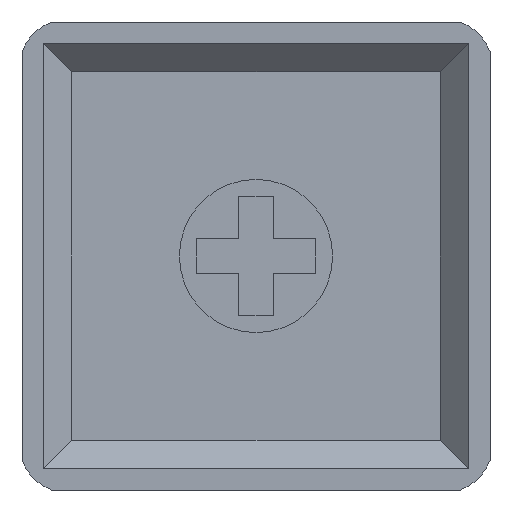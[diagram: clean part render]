
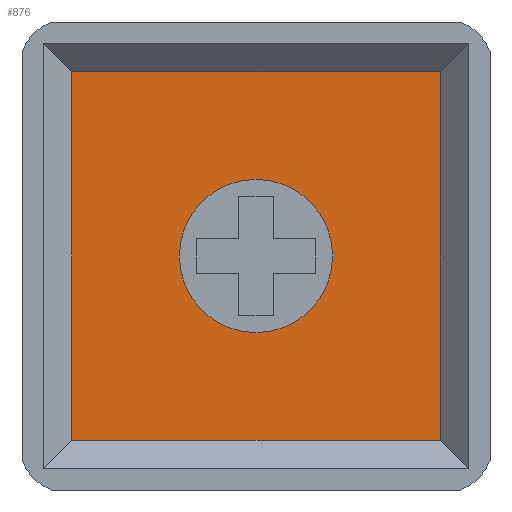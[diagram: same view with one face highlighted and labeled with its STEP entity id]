
A CAD part, front view. The second image highlights one B-rep face of the part: STEP entity #876.
In plain terms, the highlighted planar face has unit normal (0, -1, 0).
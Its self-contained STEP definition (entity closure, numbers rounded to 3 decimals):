
#24=PLANE('',#934);
#68=CIRCLE('',#935,2.7);
#100=LINE('',#1943,#173);
#101=LINE('',#1946,#174);
#103=LINE('',#1950,#176);
#104=LINE('',#1951,#177);
#173=VECTOR('',#1058,10.);
#174=VECTOR('',#1061,10.);
#176=VECTOR('',#1065,10.);
#177=VECTOR('',#1066,10.);
#235=FACE_BOUND('',#325,.T.);
#269=FACE_OUTER_BOUND('',#324,.T.);
#324=EDGE_LOOP('',(#743,#744,#745,#746));
#325=EDGE_LOOP('',(#747));
#430=VERTEX_POINT('',#1939);
#431=VERTEX_POINT('',#1941);
#432=VERTEX_POINT('',#1945);
#433=VERTEX_POINT('',#1949);
#434=VERTEX_POINT('',#1952);
#542=EDGE_CURVE('',#431,#430,#100,.T.);
#543=EDGE_CURVE('',#430,#432,#101,.T.);
#545=EDGE_CURVE('',#433,#431,#103,.T.);
#546=EDGE_CURVE('',#432,#433,#104,.T.);
#547=EDGE_CURVE('',#434,#434,#68,.T.);
#743=ORIENTED_EDGE('',*,*,#542,.F.);
#744=ORIENTED_EDGE('',*,*,#545,.F.);
#745=ORIENTED_EDGE('',*,*,#546,.F.);
#746=ORIENTED_EDGE('',*,*,#543,.F.);
#747=ORIENTED_EDGE('',*,*,#547,.F.);
#876=ADVANCED_FACE('',(#269,#235),#24,.F.);
#934=AXIS2_PLACEMENT_3D('',#1948,#1063,#1064);
#935=AXIS2_PLACEMENT_3D('',#1953,#1067,#1068);
#1058=DIRECTION('',(1.,0.,0.));
#1061=DIRECTION('',(0.,0.,-1.));
#1063=DIRECTION('center_axis',(0.,1.,0.));
#1064=DIRECTION('ref_axis',(-1.,0.,0.));
#1065=DIRECTION('',(0.,0.,1.));
#1066=DIRECTION('',(-1.,0.,0.));
#1067=DIRECTION('center_axis',(0.,-1.,0.));
#1068=DIRECTION('ref_axis',(1.,0.,0.));
#1939=CARTESIAN_POINT('',(6.5,2.3,6.5));
#1941=CARTESIAN_POINT('',(-6.5,2.3,6.5));
#1943=CARTESIAN_POINT('',(-3.75,2.3,6.5));
#1945=CARTESIAN_POINT('',(6.5,2.3,-6.5));
#1946=CARTESIAN_POINT('',(6.5,2.3,3.75));
#1948=CARTESIAN_POINT('Origin',(0.,2.3,0.));
#1949=CARTESIAN_POINT('',(-6.5,2.3,-6.5));
#1950=CARTESIAN_POINT('',(-6.5,2.3,-3.75));
#1951=CARTESIAN_POINT('',(3.75,2.3,-6.5));
#1952=CARTESIAN_POINT('',(-2.7,2.3,0.));
#1953=CARTESIAN_POINT('Origin',(0.,2.3,0.));
